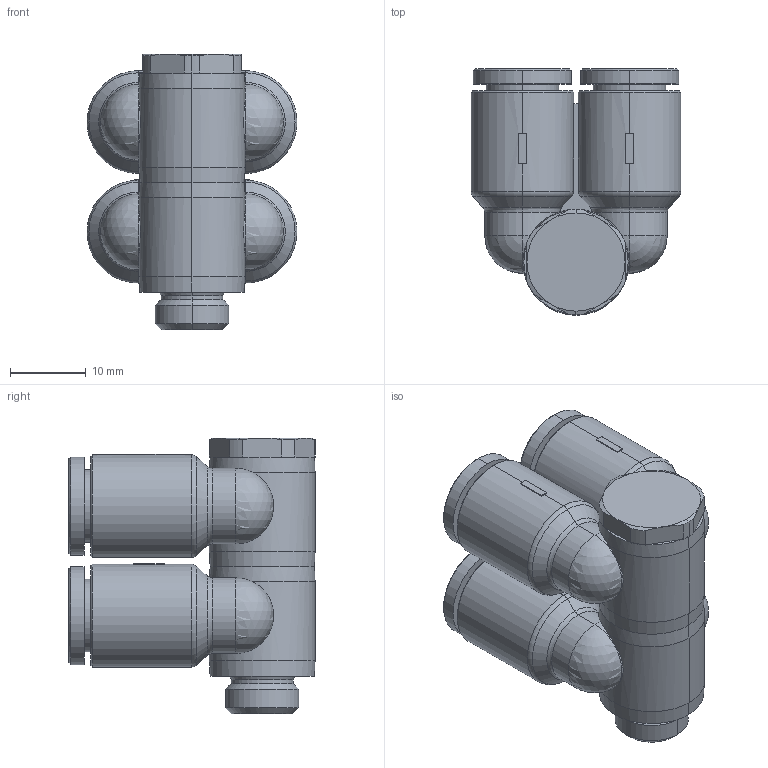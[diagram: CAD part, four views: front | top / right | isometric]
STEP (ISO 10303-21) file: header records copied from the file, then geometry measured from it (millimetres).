
FILE_DESCRIPTION((''),'2;1');
FILE_NAME('GPA_08G01(2)(3D).stp','2012-12-20T10:45:25',(''),(''),'Mechanical Desktop.R8.0.24.0','Mechanical Desktop.R8.0.24.0',', , ');
FILE_SCHEMA(('CONFIG_CONTROL_DESIGN'));
Length unit declared in the file: millimetre
Products named in the file (2): GPA_08G01(2)(3D); 睡ヶ1
Assembly tree (1 placements, depth 2):
  GPA_08G01(2)(3D)
    睡ヶ1
Bounding box: 27.8 x 32.6 x 36.5 mm (x, y, z)
Volume: 13499.6 mm3; surface area: 10147.9 mm2
Topology: 1 solids, 1 shells, 1721 faces, 4810 edges, 3153 vertices
Faces by surface type: plane 1397, bspline 116, cylinder 108, cone 80, torus 12, sphere 8
Entity records: 56467 total; most frequent: CARTESIAN_POINT 12284, ORIENTED_EDGE 9584, DIRECTION 8510, EDGE_CURVE 4792, VECTOR 4160, LINE 4160, VERTEX_POINT 3153, AXIS2_PLACEMENT_3D 2175
